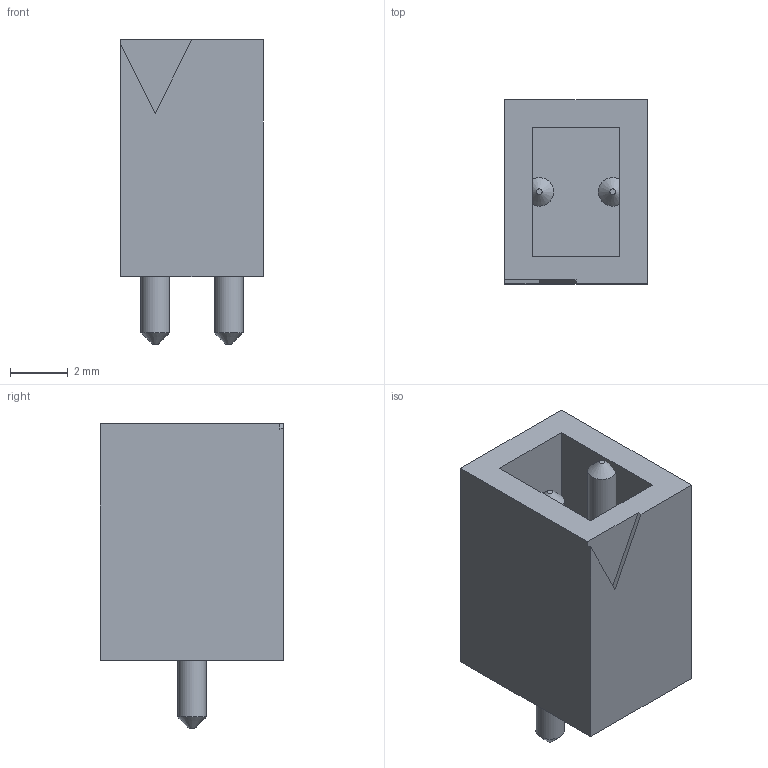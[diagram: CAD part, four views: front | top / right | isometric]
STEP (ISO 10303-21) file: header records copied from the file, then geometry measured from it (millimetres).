
FILE_DESCRIPTION(('FreeCAD Model'),'2;1');
FILE_NAME('245001.5.1.stp','2020-09-02T07:18:17',( 'Author'),(''),'Open CASCADE STEP processor 6.9','FreeCAD','Unknown' );
FILE_SCHEMA(('AUTOMOTIVE_DESIGN { 1 0 10303 214 1 1 1 1 }'));
Length unit declared in the file: millimetre
Products named in the file (3): ASSEMBLY; Body; LeadsArray
Assembly tree (2 placements, depth 2):
  ASSEMBLY
    Body
    LeadsArray
Bounding box: 4.93 x 6.35 x 10.52 mm (x, y, z)
Volume: 199.6 mm3; surface area: 391.8 mm2
Topology: 3 solids, 3 shells, 24 faces, 47 edges, 30 vertices
Faces by surface type: plane 18, cone 4, cylinder 2
Full cylindrical faces by diameter (mm): 0.99 x2
Entity records: 1279 total; most frequent: CARTESIAN_POINT 210, DIRECTION 191, LINE 117, VECTOR 117, ORIENTED_EDGE 94, PCURVE 94, DEFINITIONAL_REPRESENTATION 94, EDGE_CURVE 47
